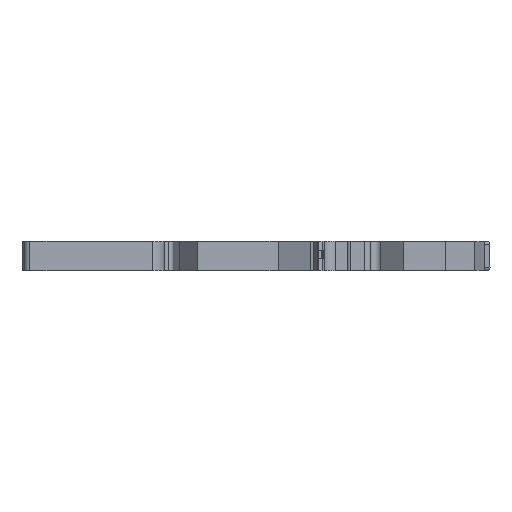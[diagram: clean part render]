
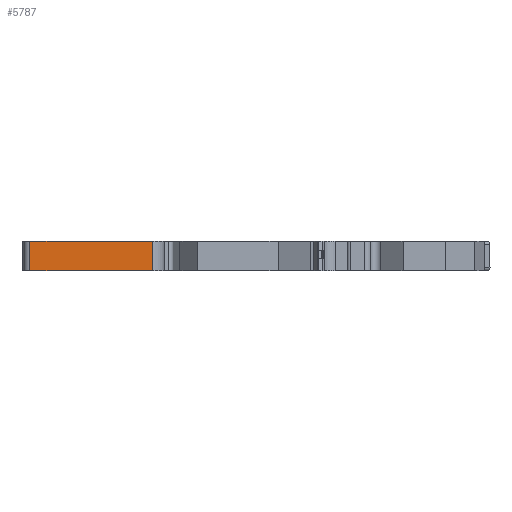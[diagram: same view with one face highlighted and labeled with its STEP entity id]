
A CAD part, front view. The second image highlights one B-rep face of the part: STEP entity #5787.
In plain terms, the highlighted planar face has unit normal (0, -1, 0).
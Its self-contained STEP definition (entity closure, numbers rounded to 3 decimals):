
#1658=DIRECTION('',(0.,0.,1.));
#1659=VECTOR('',#1658,5.);
#1660=CARTESIAN_POINT('',(-17.75,0.,-5.));
#1661=LINE('',#1660,#1659);
#1662=DIRECTION('',(1.,0.,0.));
#1663=VECTOR('',#1662,21.05);
#1664=CARTESIAN_POINT('',(-38.8,0.,0.));
#1665=LINE('',#1664,#1663);
#1666=DIRECTION('',(-1.,0.,0.));
#1667=VECTOR('',#1666,21.05);
#1668=CARTESIAN_POINT('',(-17.75,0.,-5.));
#1669=LINE('',#1668,#1667);
#1670=DIRECTION('',(0.,0.,-1.));
#1671=VECTOR('',#1670,5.);
#1672=CARTESIAN_POINT('',(-38.8,0.,0.));
#1673=LINE('',#1672,#1671);
#3134=CARTESIAN_POINT('',(-17.75,0.,0.));
#3135=VERTEX_POINT('',#3134);
#3136=CARTESIAN_POINT('',(-38.8,0.,0.));
#3137=VERTEX_POINT('',#3136);
#3638=CARTESIAN_POINT('',(-38.8,0.,-5.));
#3639=VERTEX_POINT('',#3638);
#3640=CARTESIAN_POINT('',(-17.75,0.,-5.));
#3641=VERTEX_POINT('',#3640);
#5775=CARTESIAN_POINT('',(-28.275,0.,-2.5));
#5776=DIRECTION('',(0.,1.,0.));
#5777=DIRECTION('',(1.,0.,0.));
#5778=AXIS2_PLACEMENT_3D('',#5775,#5776,#5777);
#5779=PLANE('',#5778);
#5781=ORIENTED_EDGE('',*,*,#5780,.F.);
#5782=ORIENTED_EDGE('',*,*,#4151,.T.);
#5783=ORIENTED_EDGE('',*,*,#5770,.F.);
#5784=ORIENTED_EDGE('',*,*,#5008,.T.);
#5785=EDGE_LOOP('',(#5781,#5782,#5783,#5784));
#5786=FACE_OUTER_BOUND('',#5785,.F.);
#4151=EDGE_CURVE('',#3137,#3135,#1665,.T.);
#5008=EDGE_CURVE('',#3641,#3639,#1669,.T.);
#5770=EDGE_CURVE('',#3641,#3135,#1661,.T.);
#5780=EDGE_CURVE('',#3137,#3639,#1673,.T.);
#5787=ADVANCED_FACE('',(#5786),#5779,.F.);
